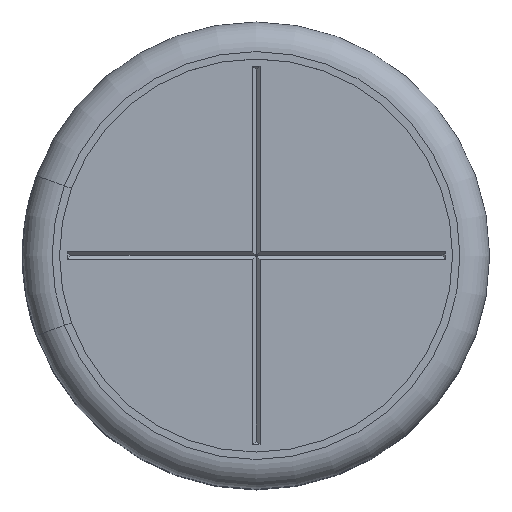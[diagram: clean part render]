
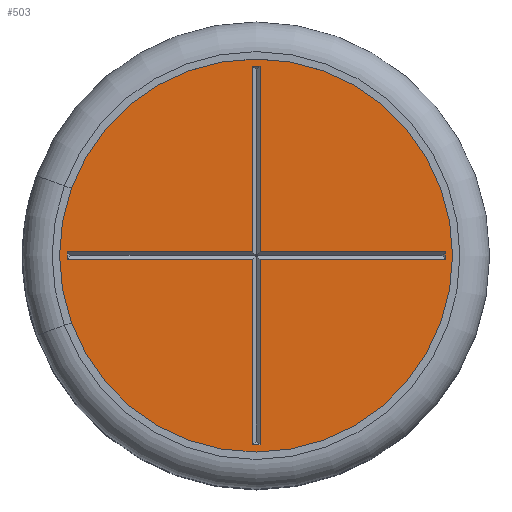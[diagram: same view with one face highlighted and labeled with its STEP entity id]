
A CAD part, top view. The second image highlights one B-rep face of the part: STEP entity #503.
In plain terms, the highlighted planar face has unit normal (0, 0, 1).
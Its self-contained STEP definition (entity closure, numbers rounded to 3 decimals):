
#503=ADVANCED_FACE('',(#1138,#1140),#1142,.T.);
#1138=FACE_BOUND('',#1139,.T.);
#1139=EDGE_LOOP('',(#1663));
#1140=FACE_BOUND('',#1141,.T.);
#1141=EDGE_LOOP('',(#1664,#1665,#1666,#1667,#1668,#1669,#1670,#1671,#1672,#1673,
#1674,#1675));
#1142=PLANE('',#1143);
#1143=AXIS2_PLACEMENT_3D('',#1144,#1145,#1146);
#1144=CARTESIAN_POINT('',(0.,0.,6.9));
#1145=DIRECTION('',(0.,0.,1.));
#1146=DIRECTION('',(1.,0.,0.));
#1663=ORIENTED_EDGE('',*,*,#1934,.T.);
#1664=ORIENTED_EDGE('',*,*,#1964,.T.);
#1665=ORIENTED_EDGE('',*,*,#1965,.T.);
#1666=ORIENTED_EDGE('',*,*,#1966,.T.);
#1667=ORIENTED_EDGE('',*,*,#1967,.T.);
#1668=ORIENTED_EDGE('',*,*,#1968,.T.);
#1669=ORIENTED_EDGE('',*,*,#1969,.T.);
#1670=ORIENTED_EDGE('',*,*,#1970,.T.);
#1671=ORIENTED_EDGE('',*,*,#1971,.T.);
#1672=ORIENTED_EDGE('',*,*,#1972,.T.);
#1673=ORIENTED_EDGE('',*,*,#1973,.T.);
#1674=ORIENTED_EDGE('',*,*,#1974,.T.);
#1675=ORIENTED_EDGE('',*,*,#1975,.T.);
#1934=EDGE_CURVE('',#2249,#2249,#2250,.T.);
#1964=EDGE_CURVE('',#2293,#2294,#2295,.F.);
#1965=EDGE_CURVE('',#2294,#2296,#2297,.F.);
#1966=EDGE_CURVE('',#2296,#2298,#2299,.F.);
#1967=EDGE_CURVE('',#2298,#2300,#2301,.F.);
#1968=EDGE_CURVE('',#2300,#2302,#2303,.F.);
#1969=EDGE_CURVE('',#2302,#2304,#2305,.F.);
#1970=EDGE_CURVE('',#2304,#2306,#2307,.F.);
#1971=EDGE_CURVE('',#2306,#2308,#2309,.F.);
#1972=EDGE_CURVE('',#2308,#2310,#2311,.F.);
#1973=EDGE_CURVE('',#2310,#2312,#2313,.F.);
#1974=EDGE_CURVE('',#2312,#2314,#2315,.F.);
#1975=EDGE_CURVE('',#2314,#2293,#2316,.F.);
#2249=VERTEX_POINT('',#3037);
#2250=CIRCLE('',#3038,2.65);
#2293=VERTEX_POINT('',#3220);
#2294=VERTEX_POINT('',#3221);
#2295=LINE('',#3222,#3223);
#2296=VERTEX_POINT('',#3225);
#2297=LINE('',#3226,#3227);
#2298=VERTEX_POINT('',#3229);
#2299=LINE('',#3230,#3231);
#2300=VERTEX_POINT('',#3233);
#2301=LINE('',#3234,#3235);
#2302=VERTEX_POINT('',#3237);
#2303=LINE('',#3238,#3239);
#2304=VERTEX_POINT('',#3241);
#2305=LINE('',#3242,#3243);
#2306=VERTEX_POINT('',#3245);
#2307=LINE('',#3246,#3247);
#2308=VERTEX_POINT('',#3249);
#2309=LINE('',#3250,#3251);
#2310=VERTEX_POINT('',#3253);
#2311=LINE('',#3254,#3255);
#2312=VERTEX_POINT('',#3257);
#2313=LINE('',#3258,#3259);
#2314=VERTEX_POINT('',#3261);
#2315=LINE('',#3262,#3263);
#2316=LINE('',#3265,#3266);
#3037=CARTESIAN_POINT('',(2.65,0.,6.9));
#3038=AXIS2_PLACEMENT_3D('',#3039,#3040,#3041);
#3039=CARTESIAN_POINT('',(0.,0.,6.9));
#3040=DIRECTION('',(0.,0.,1.));
#3041=DIRECTION('',(1.,0.,0.));
#3220=CARTESIAN_POINT('',(-0.046,-0.05,6.9));
#3221=CARTESIAN_POINT('',(-2.546,-0.05,6.9));
#3222=CARTESIAN_POINT('',(-2.546,-0.05,6.9));
#3223=VECTOR('',#3224,1.);
#3224=DIRECTION('',(1.,0.,0.));
#3225=CARTESIAN_POINT('',(-2.546,0.05,6.9));
#3226=CARTESIAN_POINT('',(-2.546,0.05,6.9));
#3227=VECTOR('',#3228,1.);
#3228=DIRECTION('',(0.,-1.,0.));
#3229=CARTESIAN_POINT('',(-0.046,0.05,6.9));
#3230=CARTESIAN_POINT('',(-0.046,0.05,6.9));
#3231=VECTOR('',#3232,1.);
#3232=DIRECTION('',(-1.,0.,0.));
#3233=CARTESIAN_POINT('',(-0.046,2.55,6.9));
#3234=CARTESIAN_POINT('',(-0.046,2.55,6.9));
#3235=VECTOR('',#3236,1.);
#3236=DIRECTION('',(0.,-1.,0.));
#3237=CARTESIAN_POINT('',(0.054,2.55,6.9));
#3238=CARTESIAN_POINT('',(0.054,2.55,6.9));
#3239=VECTOR('',#3240,1.);
#3240=DIRECTION('',(-1.,0.,0.));
#3241=CARTESIAN_POINT('',(0.054,0.05,6.9));
#3242=CARTESIAN_POINT('',(0.054,0.05,6.9));
#3243=VECTOR('',#3244,1.);
#3244=DIRECTION('',(0.,1.,0.));
#3245=CARTESIAN_POINT('',(2.554,0.05,6.9));
#3246=CARTESIAN_POINT('',(2.554,0.05,6.9));
#3247=VECTOR('',#3248,1.);
#3248=DIRECTION('',(-1.,0.,0.));
#3249=CARTESIAN_POINT('',(2.554,-0.05,6.9));
#3250=CARTESIAN_POINT('',(2.554,-0.05,6.9));
#3251=VECTOR('',#3252,1.);
#3252=DIRECTION('',(0.,1.,0.));
#3253=CARTESIAN_POINT('',(0.054,-0.05,6.9));
#3254=CARTESIAN_POINT('',(0.054,-0.05,6.9));
#3255=VECTOR('',#3256,1.);
#3256=DIRECTION('',(1.,0.,0.));
#3257=CARTESIAN_POINT('',(0.054,-2.55,6.9));
#3258=CARTESIAN_POINT('',(0.054,-2.55,6.9));
#3259=VECTOR('',#3260,1.);
#3260=DIRECTION('',(0.,1.,0.));
#3261=CARTESIAN_POINT('',(-0.046,-2.55,6.9));
#3262=CARTESIAN_POINT('',(-0.046,-2.55,6.9));
#3263=VECTOR('',#3264,1.);
#3264=DIRECTION('',(1.,0.,0.));
#3265=CARTESIAN_POINT('',(-0.046,-0.05,6.9));
#3266=VECTOR('',#3267,1.);
#3267=DIRECTION('',(0.,-1.,0.));
